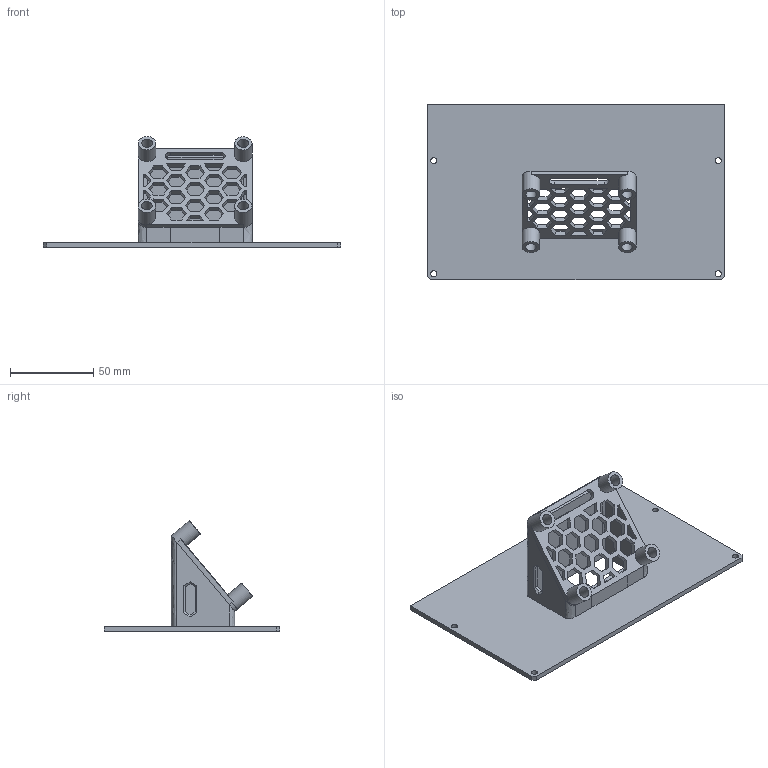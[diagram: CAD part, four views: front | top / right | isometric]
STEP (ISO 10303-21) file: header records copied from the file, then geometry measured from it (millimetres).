
FILE_DESCRIPTION(/* description */ (''),/* implementation_level */ '2;1');
FILE_NAME(/* name */ 'Lid - RPi TFT.step',/* time_stamp */ '2022-09-09T12:55:18-05:00',/* author */ (''),/* organization */ (''),/* preprocessor_version */ 'ST-DEVELOPER v19',/* originating_system */ 'Autodesk Translation Framework v11.7.0.108',/* authorisation */ '');
FILE_SCHEMA (('AUTOMOTIVE_DESIGN { 1 0 10303 214 3 1 1 }'));
Length unit declared in the file: millimetre
Products named in the file (1): Lid - PITFT
Bounding box: 178.6 x 105.55 x 66.68 mm (x, y, z)
Volume: 77912.4 mm3; surface area: 57261.2 mm2
Topology: 1 solids, 1 shells, 210 faces, 607 edges, 398 vertices
Faces by surface type: plane 179, cylinder 23, bspline 8
Full cylindrical faces by diameter (mm): 2.75 x4, 3.6 x4, 5 x4, 6.5 x4, 10.5 x4
Entity records: 7127 total; most frequent: CARTESIAN_POINT 1426, ORIENTED_EDGE 1214, DIRECTION 1069, EDGE_CURVE 607, LINE 517, VECTOR 517, VERTEX_POINT 398, EDGE_LOOP 277
